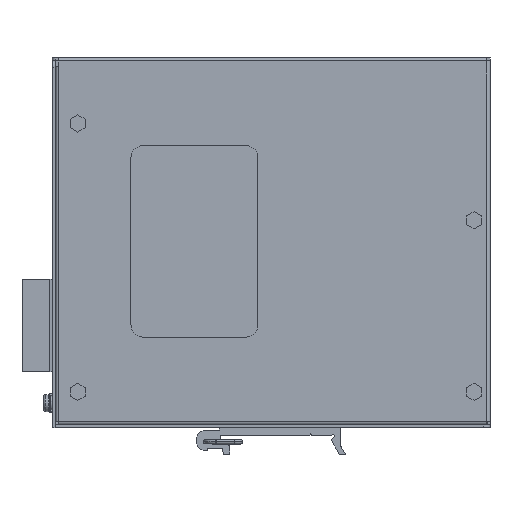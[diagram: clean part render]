
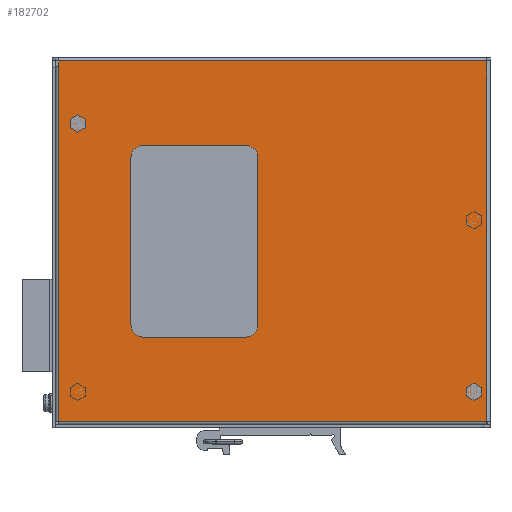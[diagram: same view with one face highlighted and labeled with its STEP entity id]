
A CAD part, front view. The second image highlights one B-rep face of the part: STEP entity #182702.
In plain terms, the highlighted planar face has unit normal (0, -1, 0).
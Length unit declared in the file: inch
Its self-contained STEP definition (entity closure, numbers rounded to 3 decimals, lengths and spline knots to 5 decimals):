
#593 = DIRECTION ( 'NONE',  ( 0., -1., 0. ) ) ;
#1128 = VERTEX_POINT ( 'NONE', #24847 ) ;
#4875 = ORIENTED_EDGE ( 'NONE', *, *, #109408, .F. ) ;
#6269 = AXIS2_PLACEMENT_3D ( 'NONE', #146942, #593, #33672 ) ;
#8051 = LINE ( 'NONE', #73213, #113720 ) ;
#10735 = FACE_BOUND ( 'NONE', #35610, .T. ) ;
#12915 = VERTEX_POINT ( 'NONE', #187874 ) ;
#13865 = EDGE_CURVE ( 'NONE', #1128, #208669, #162722, .T. ) ;
#15145 = DIRECTION ( 'NONE',  ( 1., 0., 0. ) ) ;
#16366 = CARTESIAN_POINT ( 'NONE',  ( -0.38583, -0.25591, -1.62303 ) ) ;
#19673 = EDGE_CURVE ( 'NONE', #12915, #102802, #95659, .T. ) ;
#19932 = VERTEX_POINT ( 'NONE', #153260 ) ;
#23625 = EDGE_CURVE ( 'NONE', #151221, #160563, #92948, .T. ) ;
#24371 = DIRECTION ( 'NONE',  ( 0., 0., 1. ) ) ;
#24461 = LINE ( 'NONE', #169775, #145872 ) ;
#24847 = CARTESIAN_POINT ( 'NONE',  ( -1.85039, -0.25591, 0.66831 ) ) ;
#25536 = CARTESIAN_POINT ( 'NONE',  ( -1.69291, -0.25591, -1.46555 ) ) ;
#27797 = DIRECTION ( 'NONE',  ( 1., 0., 0. ) ) ;
#29852 = CARTESIAN_POINT ( 'NONE',  ( 2.69685, -0.25591, 1.90453 ) ) ;
#33672 = DIRECTION ( 'NONE',  ( 0., 0., -1. ) ) ;
#34385 = EDGE_CURVE ( 'NONE', #148611, #151221, #24461, .T. ) ;
#35028 = VERTEX_POINT ( 'NONE', #210559 ) ;
#35610 = EDGE_LOOP ( 'NONE', ( #4875, #195474, #58980, #165699, #190793, #177453, #183078, #149100 ) ) ;
#39557 = VECTOR ( 'NONE', #129827, 39.37008 ) ;
#43052 = AXIS2_PLACEMENT_3D ( 'NONE', #158139, #193308, #27797 ) ;
#45721 = CARTESIAN_POINT ( 'NONE',  ( -2.77559, -0.25591, 1.90453 ) ) ;
#47523 = LINE ( 'NONE', #177853, #181679 ) ;
#48301 = VECTOR ( 'NONE', #65506, 39.37008 ) ;
#50131 = CARTESIAN_POINT ( 'NONE',  ( -1.69291, -0.25591, 0.66831 ) ) ;
#52924 = CARTESIAN_POINT ( 'NONE',  ( -0.22835, -0.25591, -1.46555 ) ) ;
#56076 = ORIENTED_EDGE ( 'NONE', *, *, #34385, .T. ) ;
#56564 = DIRECTION ( 'NONE',  ( -1., 0., 0. ) ) ;
#57466 = LINE ( 'NONE', #151528, #155609 ) ;
#58980 = ORIENTED_EDGE ( 'NONE', *, *, #124159, .F. ) ;
#59566 = CIRCLE ( 'NONE', #199829, 0.15748 ) ;
#60047 = VERTEX_POINT ( 'NONE', #76007 ) ;
#63546 = EDGE_LOOP ( 'NONE', ( #160498, #84138, #56076, #107840, #197953 ) ) ;
#63691 = CARTESIAN_POINT ( 'NONE',  ( -2.77559, -0.25591, 1.90453 ) ) ;
#65368 = EDGE_CURVE ( 'NONE', #19932, #148611, #47523, .T. ) ;
#65506 = DIRECTION ( 'NONE',  ( 0., 0., -1. ) ) ;
#66026 = EDGE_CURVE ( 'NONE', #35028, #19932, #102831, .T. ) ;
#72493 = DIRECTION ( 'NONE',  ( 0., -1., 0. ) ) ;
#72619 = DIRECTION ( 'NONE',  ( 0., -1., 0. ) ) ;
#72885 = VECTOR ( 'NONE', #145948, 39.37008 ) ;
#73213 = CARTESIAN_POINT ( 'NONE',  ( -0.38583, -0.25591, 0.82579 ) ) ;
#73542 = DIRECTION ( 'NONE',  ( 0., 0., 1. ) ) ;
#75341 = DIRECTION ( 'NONE',  ( -1., 0., 0. ) ) ;
#76007 = CARTESIAN_POINT ( 'NONE',  ( -0.22835, -0.25591, 0.66831 ) ) ;
#84138 = ORIENTED_EDGE ( 'NONE', *, *, #65368, .T. ) ;
#84532 = AXIS2_PLACEMENT_3D ( 'NONE', #25536, #72619, #56564 ) ;
#85564 = EDGE_CURVE ( 'NONE', #160563, #35028, #147026, .T. ) ;
#88550 = VERTEX_POINT ( 'NONE', #52924 ) ;
#92948 = LINE ( 'NONE', #29852, #173488 ) ;
#95659 = LINE ( 'NONE', #143728, #39557 ) ;
#100628 = CARTESIAN_POINT ( 'NONE',  ( -1.69291, -0.25591, 0.82579 ) ) ;
#102802 = VERTEX_POINT ( 'NONE', #16366 ) ;
#102831 = LINE ( 'NONE', #116772, #158027 ) ;
#103576 = DIRECTION ( 'NONE',  ( 0., 0., 1. ) ) ;
#107840 = ORIENTED_EDGE ( 'NONE', *, *, #23625, .T. ) ;
#109408 = EDGE_CURVE ( 'NONE', #60047, #149647, #59566, .T. ) ;
#109832 = CIRCLE ( 'NONE', #137162, 0.15748 ) ;
#110072 = PLANE ( 'NONE',  #43052 ) ;
#111320 = CARTESIAN_POINT ( 'NONE',  ( -0.38583, -0.25591, 0.82579 ) ) ;
#113457 = CARTESIAN_POINT ( 'NONE',  ( -0.38583, -0.25591, 0.66831 ) ) ;
#113720 = VECTOR ( 'NONE', #75341, 39.37008 ) ;
#114668 = CARTESIAN_POINT ( 'NONE',  ( -1.85039, -0.25591, 0.66831 ) ) ;
#116772 = CARTESIAN_POINT ( 'NONE',  ( -2.77559, -0.25591, 1.83366 ) ) ;
#118438 = EDGE_CURVE ( 'NONE', #178549, #1128, #109832, .T. ) ;
#124159 = EDGE_CURVE ( 'NONE', #102802, #88550, #163163, .T. ) ;
#129827 = DIRECTION ( 'NONE',  ( 1., 0., 0. ) ) ;
#131337 = EDGE_CURVE ( 'NONE', #208669, #12915, #176603, .T. ) ;
#137162 = AXIS2_PLACEMENT_3D ( 'NONE', #50131, #72493, #73542 ) ;
#141069 = FACE_OUTER_BOUND ( 'NONE', #63546, .T. ) ;
#142650 = DIRECTION ( 'NONE',  ( 1., 0., 0. ) ) ;
#143728 = CARTESIAN_POINT ( 'NONE',  ( -1.69291, -0.25591, -1.62303 ) ) ;
#145872 = VECTOR ( 'NONE', #103576, 39.37008 ) ;
#145948 = DIRECTION ( 'NONE',  ( 0., 0., -1. ) ) ;
#146942 = CARTESIAN_POINT ( 'NONE',  ( -0.38583, -0.25591, -1.46555 ) ) ;
#147026 = LINE ( 'NONE', #63691, #72885 ) ;
#148611 = VERTEX_POINT ( 'NONE', #199696 ) ;
#149100 = ORIENTED_EDGE ( 'NONE', *, *, #154449, .F. ) ;
#149647 = VERTEX_POINT ( 'NONE', #111320 ) ;
#149851 = DIRECTION ( 'NONE',  ( 0., 0., -1. ) ) ;
#151221 = VERTEX_POINT ( 'NONE', #172892 ) ;
#151528 = CARTESIAN_POINT ( 'NONE',  ( -0.22835, -0.25591, -1.46555 ) ) ;
#153260 = CARTESIAN_POINT ( 'NONE',  ( -2.77559, -0.25591, -2.70177 ) ) ;
#154449 = EDGE_CURVE ( 'NONE', #149647, #178549, #8051, .T. ) ;
#155609 = VECTOR ( 'NONE', #24371, 39.37008 ) ;
#158027 = VECTOR ( 'NONE', #149851, 39.37008 ) ;
#158139 = CARTESIAN_POINT ( 'NONE',  ( -0.03937, -0.25591, -0.37894 ) ) ;
#160498 = ORIENTED_EDGE ( 'NONE', *, *, #66026, .T. ) ;
#160563 = VERTEX_POINT ( 'NONE', #45721 ) ;
#162722 = LINE ( 'NONE', #114668, #48301 ) ;
#163163 = CIRCLE ( 'NONE', #6269, 0.15748 ) ;
#165699 = ORIENTED_EDGE ( 'NONE', *, *, #19673, .F. ) ;
#169775 = CARTESIAN_POINT ( 'NONE',  ( 2.69685, -0.25591, -2.70177 ) ) ;
#172892 = CARTESIAN_POINT ( 'NONE',  ( 2.69685, -0.25591, 1.90453 ) ) ;
#173488 = VECTOR ( 'NONE', #181219, 39.37008 ) ;
#174686 = EDGE_CURVE ( 'NONE', #88550, #60047, #57466, .T. ) ;
#176603 = CIRCLE ( 'NONE', #84532, 0.15748 ) ;
#177453 = ORIENTED_EDGE ( 'NONE', *, *, #13865, .F. ) ;
#177853 = CARTESIAN_POINT ( 'NONE',  ( -2.77559, -0.25591, -2.70177 ) ) ;
#178549 = VERTEX_POINT ( 'NONE', #100628 ) ;
#181219 = DIRECTION ( 'NONE',  ( -1., 0., 0. ) ) ;
#181679 = VECTOR ( 'NONE', #142650, 39.37008 ) ;
#182702 = ADVANCED_FACE ( 'NONE', ( #10735, #141069 ), #110072, .F. ) ;
#183078 = ORIENTED_EDGE ( 'NONE', *, *, #118438, .F. ) ;
#187874 = CARTESIAN_POINT ( 'NONE',  ( -1.69291, -0.25591, -1.62303 ) ) ;
#190793 = ORIENTED_EDGE ( 'NONE', *, *, #131337, .F. ) ;
#193308 = DIRECTION ( 'NONE',  ( 0., 1., 0. ) ) ;
#195474 = ORIENTED_EDGE ( 'NONE', *, *, #174686, .F. ) ;
#197953 = ORIENTED_EDGE ( 'NONE', *, *, #85564, .T. ) ;
#199696 = CARTESIAN_POINT ( 'NONE',  ( 2.69685, -0.25591, -2.70177 ) ) ;
#199829 = AXIS2_PLACEMENT_3D ( 'NONE', #113457, #203522, #15145 ) ;
#203522 = DIRECTION ( 'NONE',  ( 0., -1., 0. ) ) ;
#208669 = VERTEX_POINT ( 'NONE', #210541 ) ;
#210541 = CARTESIAN_POINT ( 'NONE',  ( -1.85039, -0.25591, -1.46555 ) ) ;
#210559 = CARTESIAN_POINT ( 'NONE',  ( -2.77559, -0.25591, 1.83366 ) ) ;
